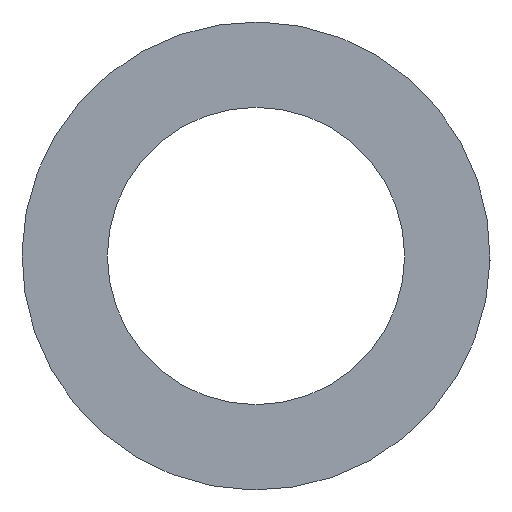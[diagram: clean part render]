
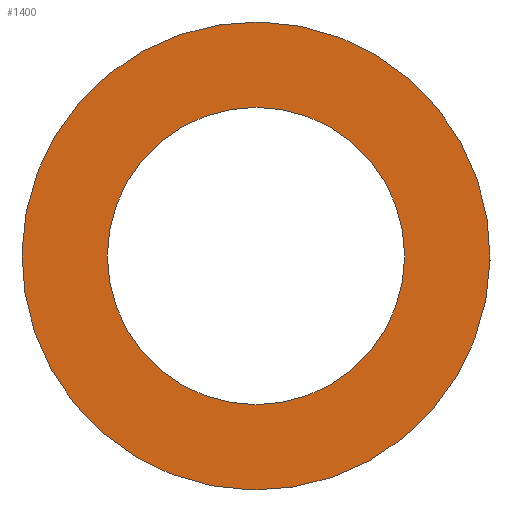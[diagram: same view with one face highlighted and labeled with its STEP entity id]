
A CAD part, front view. The second image highlights one B-rep face of the part: STEP entity #1400.
In plain terms, the highlighted face is planar.
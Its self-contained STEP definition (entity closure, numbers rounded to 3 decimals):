
#120=CARTESIAN_POINT('',(45.385,55.066,-92.05));
#130=VERTEX_POINT('',#120);
#160=CARTESIAN_POINT('',(50.734,48.46,-92.05));
#170=DIRECTION('',(0.,0.,1.));
#180=DIRECTION('',(0.629,-0.777,
0.));
#190=AXIS2_PLACEMENT_3D('',#160,#170,#180);
#200=CIRCLE('',#190,8.5);
#210=CARTESIAN_POINT('',(56.083,41.854,-92.05));
#220=VERTEX_POINT('',#210);
#230=EDGE_CURVE('',#130,#220,#200,.T.);
#540=CARTESIAN_POINT('',(56.134,48.46,-92.05));
#550=VERTEX_POINT('',#540);
#580=CARTESIAN_POINT('',(50.734,48.46,-92.05));
#590=DIRECTION('',(0.,0.,1.));
#600=DIRECTION('',(1.,0.,0.));
#610=AXIS2_PLACEMENT_3D('',#580,#590,#600);
#620=CIRCLE('',#610,5.4);
#630=CARTESIAN_POINT('',(45.334,48.46,-92.05));
#640=VERTEX_POINT('',#630);
#650=EDGE_CURVE('',#640,#550,#620,.T.);
#1060=EDGE_CURVE('',#220,#130,#200,.T.);
#1210=EDGE_CURVE('',#550,#640,#620,.T.);
#1270=CARTESIAN_POINT('',(50.734,56.085,-92.05));
#1280=DIRECTION('',(0.,0.,1.));
#1290=DIRECTION('',(1.,0.,0.));
#1300=AXIS2_PLACEMENT_3D('',#1270,#1280,#1290);
#1310=PLANE('',#1300);
#1320=ORIENTED_EDGE('',*,*,#1210,.F.);
#1330=ORIENTED_EDGE('',*,*,#650,.F.);
#1340=EDGE_LOOP('',(#1330,#1320));
#1350=FACE_BOUND('',#1340,.T.);
#1360=ORIENTED_EDGE('',*,*,#1060,.T.);
#1370=ORIENTED_EDGE('',*,*,#230,.T.);
#1380=EDGE_LOOP('',(#1370,#1360));
#1390=FACE_OUTER_BOUND('',#1380,.T.);
#1400=ADVANCED_FACE('',(#1350,#1390),#1310,.T.);
